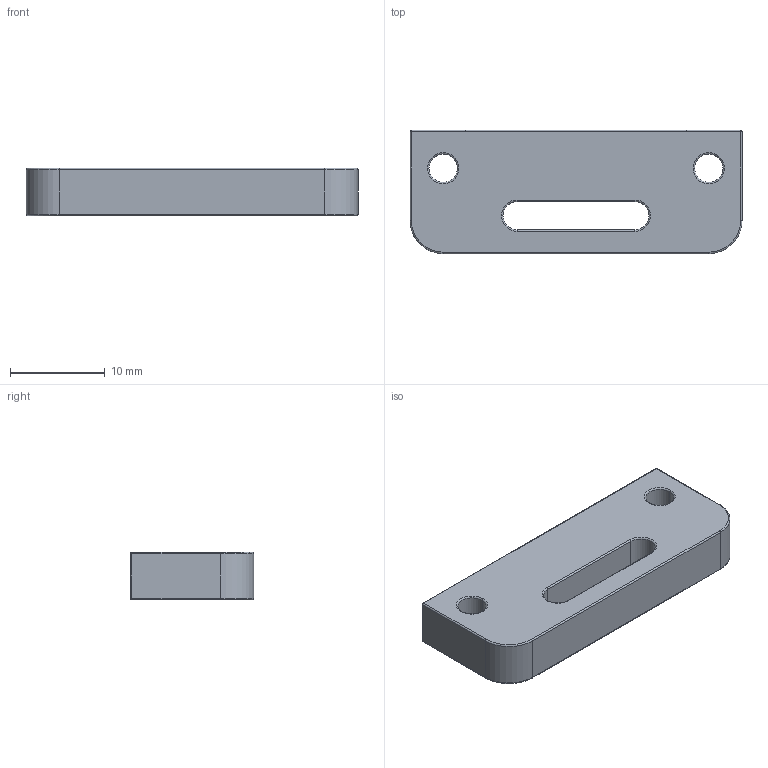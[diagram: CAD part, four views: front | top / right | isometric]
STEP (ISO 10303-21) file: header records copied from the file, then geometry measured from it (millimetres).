
FILE_DESCRIPTION (( 'STEP AP203' ), '1' );
FILE_NAME ('Part5 t308_Default_sldprt.STEP', '2018-07-06T17:54:22', ( '' ), ( '' ), 'SwSTEP 2.0', 'SolidWorks 2014', '' );
FILE_SCHEMA (( 'CONFIG_CONTROL_DESIGN' ));
Length unit declared in the file: millimetre
Products named in the file (1): Part5 t308_Default_sldprt
Bounding box: 35 x 13 x 5 mm (x, y, z)
Volume: 1955.2 mm3; surface area: 1493.6 mm2
Topology: 1 solids, 1 shells, 57 faces, 131 edges, 72 vertices
Faces by surface type: cylinder 27, torus 18, plane 8, sphere 4
Entity records: 1664 total; most frequent: DIRECTION 321, CARTESIAN_POINT 257, ORIENTED_EDGE 254, AXIS2_PLACEMENT_3D 136, EDGE_CURVE 127, CIRCLE 78, VERTEX_POINT 72, EDGE_LOOP 63
